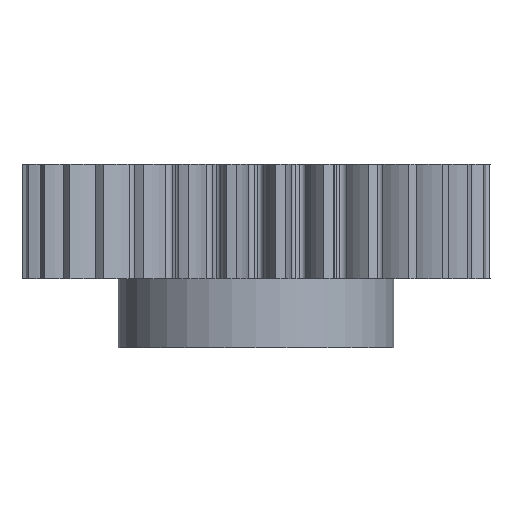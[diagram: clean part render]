
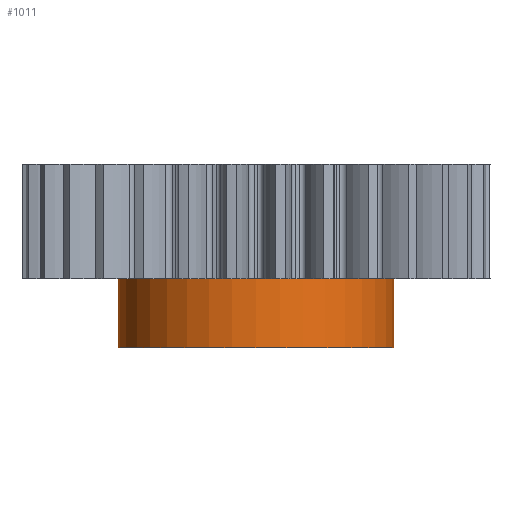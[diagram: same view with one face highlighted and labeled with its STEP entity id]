
A CAD part, front view. The second image highlights one B-rep face of the part: STEP entity #1011.
In plain terms, the highlighted cylindrical face has radius 30 mm (diameter 60 mm), a partial arc.
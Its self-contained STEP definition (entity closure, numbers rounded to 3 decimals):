
#1011 = ADVANCED_FACE ( 'NONE', ( #4092 ), #4281, .T. ) ;
#1012 = EDGE_CURVE ( 'NONE', #1144, #1313, #4330, .T. ) ;
#1013 = ORIENTED_EDGE ( 'NONE', *, *, #1147, .F. ) ;
#1015 = ORIENTED_EDGE ( 'NONE', *, *, #1133, .T. ) ;
#1018 = ORIENTED_EDGE ( 'NONE', *, *, #2663, .F. ) ;
#1064 = ORIENTED_EDGE ( 'NONE', *, *, #1012, .T. ) ;
#1066 = EDGE_LOOP ( 'NONE', ( #1013, #1064, #1015, #1018 ) ) ;
#1132 = VERTEX_POINT ( 'NONE', #4409 ) ;
#1133 = EDGE_CURVE ( 'NONE', #1313, #1132, #4487, .T. ) ;
#1144 = VERTEX_POINT ( 'NONE', #4418 ) ;
#1145 = VERTEX_POINT ( 'NONE', #4415 ) ;
#1147 = EDGE_CURVE ( 'NONE', #1144, #1145, #4439, .T. ) ;
#1313 = VERTEX_POINT ( 'NONE', #4519 ) ;
#2663 = EDGE_CURVE ( 'NONE', #1145, #1132, #6662, .T. ) ;
#4092 = FACE_OUTER_BOUND ( 'NONE', #1066, .T. ) ;
#4232 = CARTESIAN_POINT ( 'NONE',  ( 0., 0., -15. ) ) ;
#4242 = DIRECTION ( 'NONE',  ( 1., 0., 0. ) ) ;
#4243 = DIRECTION ( 'NONE',  ( 0., 0., 1. ) ) ;
#4280 = AXIS2_PLACEMENT_3D ( 'NONE', #4232, #4243, #4242 ) ;
#4281 = CYLINDRICAL_SURFACE ( 'NONE', #4357, 30. ) ;
#4316 = DIRECTION ( 'NONE',  ( 1., 0., 0. ) ) ;
#4330 = CIRCLE ( 'NONE', #4280, 30. ) ;
#4337 = DIRECTION ( 'NONE',  ( 0., 0., 1. ) ) ;
#4355 = CARTESIAN_POINT ( 'NONE',  ( 0., 0., -15. ) ) ;
#4357 = AXIS2_PLACEMENT_3D ( 'NONE', #4355, #4337, #4316 ) ;
#4409 = CARTESIAN_POINT ( 'NONE',  ( 30., 0., 0. ) ) ;
#4415 = CARTESIAN_POINT ( 'NONE',  ( -30., 0., 0. ) ) ;
#4418 = CARTESIAN_POINT ( 'NONE',  ( -30., 0., -15. ) ) ;
#4434 = DIRECTION ( 'NONE',  ( 0., 0., 1. ) ) ;
#4435 = VECTOR ( 'NONE', #4434, 1000. ) ;
#4438 = CARTESIAN_POINT ( 'NONE',  ( -30., 0., -15. ) ) ;
#4439 = LINE ( 'NONE', #4438, #4435 ) ;
#4484 = DIRECTION ( 'NONE',  ( 0., 0., 1. ) ) ;
#4485 = VECTOR ( 'NONE', #4484, 1000. ) ;
#4486 = CARTESIAN_POINT ( 'NONE',  ( 30., 0., -15. ) ) ;
#4487 = LINE ( 'NONE', #4486, #4485 ) ;
#4519 = CARTESIAN_POINT ( 'NONE',  ( 30., 0., -15. ) ) ;
#6662 = CIRCLE ( 'NONE', #6743, 30. ) ;
#6737 = DIRECTION ( 'NONE',  ( 1., 0., 0. ) ) ;
#6738 = DIRECTION ( 'NONE',  ( 0., 0., 1. ) ) ;
#6739 = CARTESIAN_POINT ( 'NONE',  ( 0., 0., 0. ) ) ;
#6743 = AXIS2_PLACEMENT_3D ( 'NONE', #6739, #6738, #6737 ) ;
